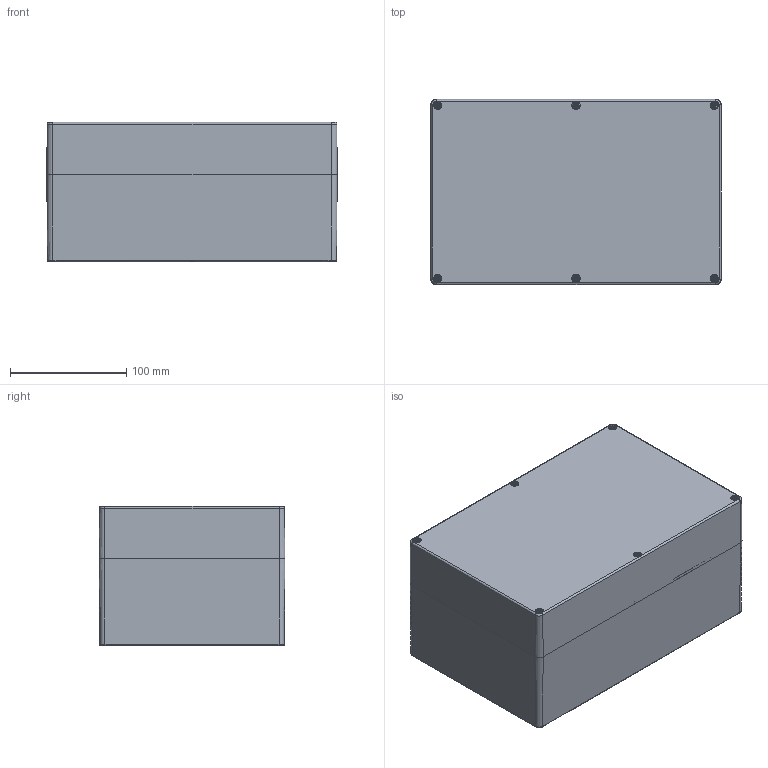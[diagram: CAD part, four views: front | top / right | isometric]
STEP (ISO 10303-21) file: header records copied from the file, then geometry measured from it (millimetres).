
FILE_DESCRIPTION (( 'STEP AP214' ), '1' );
FILE_NAME ('BBCC251612W.STEP', '2019-07-09T17:37:07', ( '' ), ( '' ), 'SwSTEP 2.0', 'SolidWorks 2018', '' );
FILE_SCHEMA (( 'AUTOMOTIVE_DESIGN' ));
Length unit declared in the file: inch
Products named in the file (1): BBCC251612W
Bounding box: 250 x 160 x 120.03 mm (x, y, z)
Volume: 628612.5 mm3; surface area: 400193.7 mm2
Topology: 15 solids, 15 shells, 2425 faces, 5922 edges, 3604 vertices
Faces by surface type: plane 901, cylinder 588, cone 570, bspline 364, torus 2
Full cylindrical faces by diameter (mm): 3.242 x6, 3.3 x6, 4 x6, 4.4 x6, 4.5 x6, 4.7 x4, 4.9 x6, 5.1 x6, 6.8 x6, 7 x6, 7.2 x6, 8.2 x6
Entity records: 86023 total; most frequent: CARTESIAN_POINT 33168, ORIENTED_EDGE 11372, DIRECTION 10372, EDGE_CURVE 5686, AXIS2_PLACEMENT_3D 4214, VERTEX_POINT 3532, EDGE_LOOP 2712, FACE_OUTER_BOUND 2543
